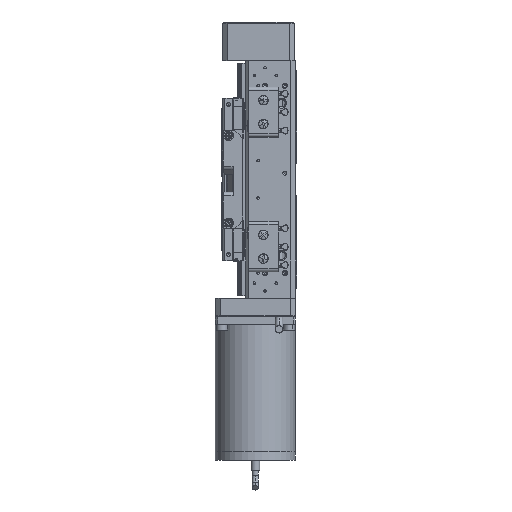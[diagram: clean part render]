
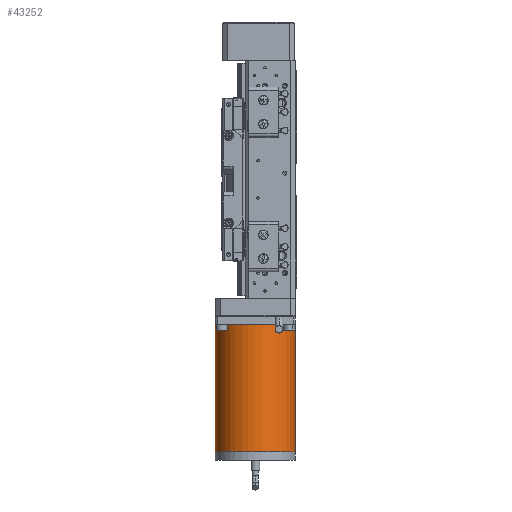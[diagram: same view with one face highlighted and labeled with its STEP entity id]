
A CAD part, left-side view. The second image highlights one B-rep face of the part: STEP entity #43252.
In plain terms, the highlighted cylindrical face has radius 16 mm (diameter 32 mm), a partial arc.
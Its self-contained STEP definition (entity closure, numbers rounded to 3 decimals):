
#4424 = VECTOR ( 'NONE', #31394, 1000. ) ;
#5644 = ORIENTED_EDGE ( 'NONE', *, *, #24277, .T. ) ;
#6833 = VERTEX_POINT ( 'NONE', #41797 ) ;
#7448 = AXIS2_PLACEMENT_3D ( 'NONE', #9054, #58341, #24325 ) ;
#7519 = VERTEX_POINT ( 'NONE', #52533 ) ;
#9054 = CARTESIAN_POINT ( 'NONE',  ( 0., 0., -3. ) ) ;
#10710 = CARTESIAN_POINT ( 'NONE',  ( -16., 0., -3. ) ) ;
#12658 = CARTESIAN_POINT ( 'NONE',  ( 16., 0., 31.525 ) ) ;
#15031 = CYLINDRICAL_SURFACE ( 'NONE', #24134, 16. ) ;
#18402 = DIRECTION ( 'NONE',  ( 0., 0., -1. ) ) ;
#18757 = DIRECTION ( 'NONE',  ( 1., 0., 0. ) ) ;
#20143 = ORIENTED_EDGE ( 'NONE', *, *, #53527, .T. ) ;
#21735 = CARTESIAN_POINT ( 'NONE',  ( -16., 0., 31.525 ) ) ;
#21980 = EDGE_CURVE ( 'NONE', #36744, #6833, #36729, .T. ) ;
#23972 = EDGE_CURVE ( 'NONE', #52380, #7519, #34849, .T. ) ;
#24134 = AXIS2_PLACEMENT_3D ( 'NONE', #39476, #58912, #53177 ) ;
#24152 = DIRECTION ( 'NONE',  ( 0., 0., 1. ) ) ;
#24277 = EDGE_CURVE ( 'NONE', #6833, #33710, #46191, .T. ) ;
#24325 = DIRECTION ( 'NONE',  ( 1., 0., 0. ) ) ;
#24878 = EDGE_CURVE ( 'NONE', #36744, #7519, #42180, .T. ) ;
#26807 = ORIENTED_EDGE ( 'NONE', *, *, #21980, .T. ) ;
#28294 = DIRECTION ( 'NONE',  ( 0., 0., 1. ) ) ;
#29864 = VECTOR ( 'NONE', #28294, 1000. ) ;
#31394 = DIRECTION ( 'NONE',  ( 0., 0., 1. ) ) ;
#33710 = VERTEX_POINT ( 'NONE', #10710 ) ;
#34849 = CIRCLE ( 'NONE', #7448, 16. ) ;
#35964 = ORIENTED_EDGE ( 'NONE', *, *, #24878, .F. ) ;
#36614 = CARTESIAN_POINT ( 'NONE',  ( 16., 0., -53.99 ) ) ;
#36729 = CIRCLE ( 'NONE', #46875, 16. ) ;
#36744 = VERTEX_POINT ( 'NONE', #36614 ) ;
#37022 = CIRCLE ( 'NONE', #59379, 16. ) ;
#39476 = CARTESIAN_POINT ( 'NONE',  ( 0., 0., 31.525 ) ) ;
#41797 = CARTESIAN_POINT ( 'NONE',  ( -16., 0., -53.99 ) ) ;
#42180 = LINE ( 'NONE', #12658, #4424 ) ;
#43252 = ADVANCED_FACE ( 'NONE', ( #57975 ), #15031, .T. ) ;
#46191 = LINE ( 'NONE', #21735, #29864 ) ;
#46875 = AXIS2_PLACEMENT_3D ( 'NONE', #62335, #24152, #18757 ) ;
#50323 = CARTESIAN_POINT ( 'NONE',  ( 0., 16., -3. ) ) ;
#52380 = VERTEX_POINT ( 'NONE', #50323 ) ;
#52533 = CARTESIAN_POINT ( 'NONE',  ( 16., 0., -3. ) ) ;
#53177 = DIRECTION ( 'NONE',  ( 1., 0., 0. ) ) ;
#53527 = EDGE_CURVE ( 'NONE', #33710, #52380, #37022, .T. ) ;
#55454 = ORIENTED_EDGE ( 'NONE', *, *, #23972, .T. ) ;
#56472 = EDGE_LOOP ( 'NONE', ( #26807, #5644, #20143, #55454, #35964 ) ) ;
#57975 = FACE_OUTER_BOUND ( 'NONE', #56472, .T. ) ;
#58341 = DIRECTION ( 'NONE',  ( 0., 0., -1. ) ) ;
#58912 = DIRECTION ( 'NONE',  ( 0., 0., 1. ) ) ;
#59379 = AXIS2_PLACEMENT_3D ( 'NONE', #61968, #18402, #61018 ) ;
#61018 = DIRECTION ( 'NONE',  ( 1., 0., 0. ) ) ;
#61968 = CARTESIAN_POINT ( 'NONE',  ( 0., 0., -3. ) ) ;
#62335 = CARTESIAN_POINT ( 'NONE',  ( 0., 0., -53.99 ) ) ;
